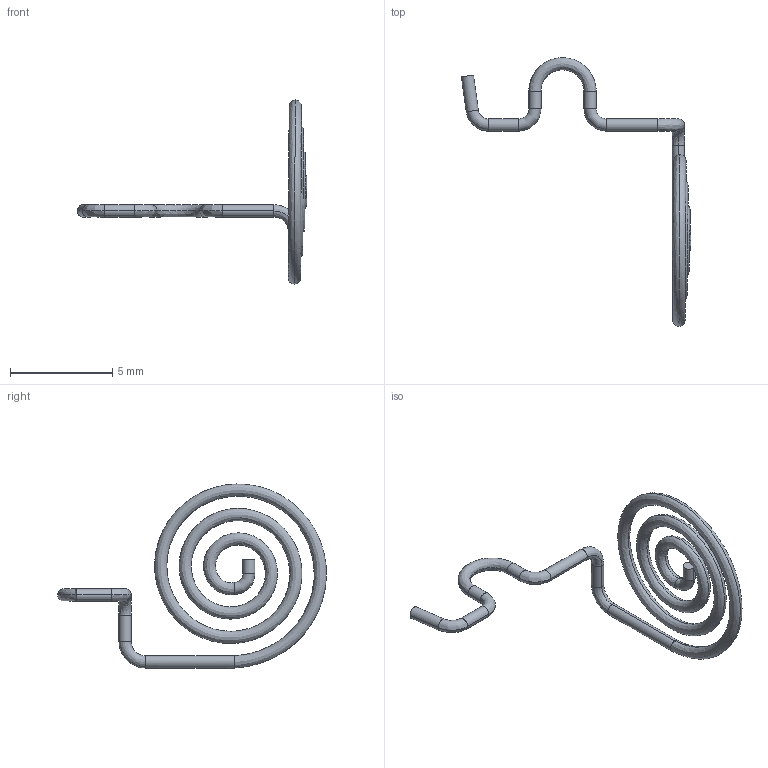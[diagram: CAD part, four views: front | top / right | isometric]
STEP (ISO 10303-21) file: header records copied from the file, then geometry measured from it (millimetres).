
FILE_DESCRIPTION (( 'STEP AP203' ), '1' );
FILE_NAME ('Battery Spring M.STEP', '2020-04-01T06:01:36', ( '' ), ( '' ), 'SwSTEP 2.0', 'SolidWorks 2019', '' );
FILE_SCHEMA (( 'CONFIG_CONTROL_DESIGN' ));
Length unit declared in the file: millimetre
Products named in the file (4): PCBA_ASM.stp; SPRING_P_L.stp; Battery Spring M; fl-remote_033120.stp
Assembly tree (3 placements, depth 4):
  Battery Spring M
    fl-remote_033120.stp
      PCBA_ASM.stp
        SPRING_P_L.stp
Bounding box: 11.22 x 13.15 x 9 mm (x, y, z)
Volume: 21.7 mm3; surface area: 145.3 mm2
Topology: 1 solids, 1 shells, 35 faces, 74 edges, 41 vertices
Faces by surface type: bspline 33, plane 2
Entity records: 3607 total; most frequent: CARTESIAN_POINT 2643, ORIENTED_EDGE 148, EDGE_CURVE 74, DIRECTION 64, B_SPLINE_CURVE_WITH_KNOTS 44, VERTEX_POINT 41, PERSON_AND_ORGANIZATION 35, ADVANCED_FACE 35
